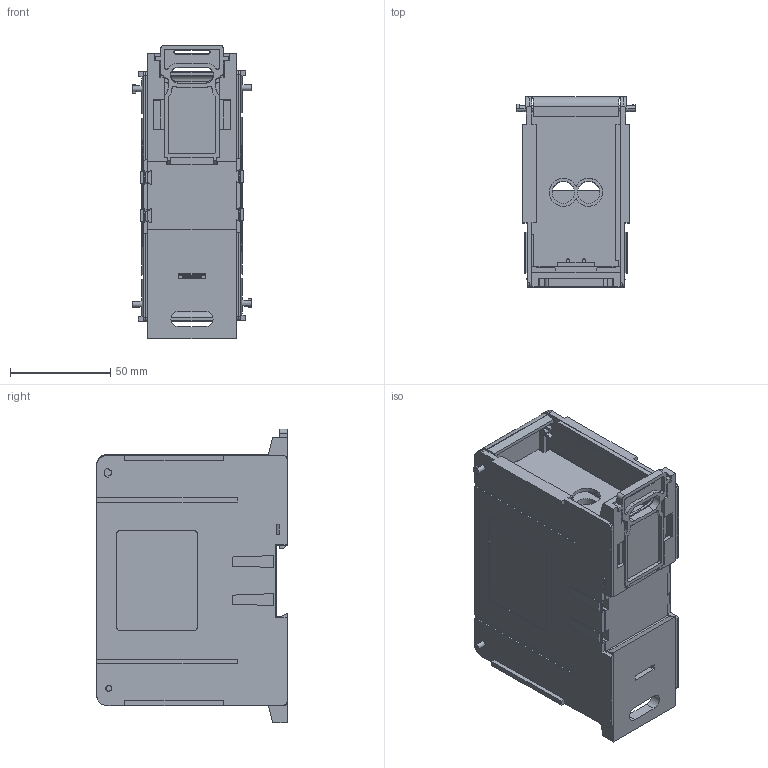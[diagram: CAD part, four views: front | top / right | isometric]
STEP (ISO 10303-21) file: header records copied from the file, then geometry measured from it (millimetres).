
FILE_DESCRIPTION (( 'STEP AP203' ), '1' );
FILE_NAME ('ASRB-22-2_0-1.step', '2024-06-17T20:16:45', ( '' ), ( '' ), 'SwSTEP 2.0', 'SolidWorks 2023', '' );
FILE_SCHEMA (( 'CONFIG_CONTROL_DESIGN' ));
Length unit declared in the file: inch
Products named in the file (1): ASRB-22-2_0-1
Bounding box: 58.96 x 95.01 x 146.56 mm (x, y, z)
Volume: 238563.1 mm3; surface area: 127394.7 mm2
Topology: 10 solids, 10 shells, 770 faces, 2174 edges, 1440 vertices
Faces by surface type: plane 543, cylinder 156, bspline 40, cone 31
Entity records: 26829 total; most frequent: CARTESIAN_POINT 7371, ORIENTED_EDGE 4348, DIRECTION 3568, EDGE_CURVE 2174, VECTOR 1694, LINE 1694, VERTEX_POINT 1440, AXIS2_PLACEMENT_3D 937
